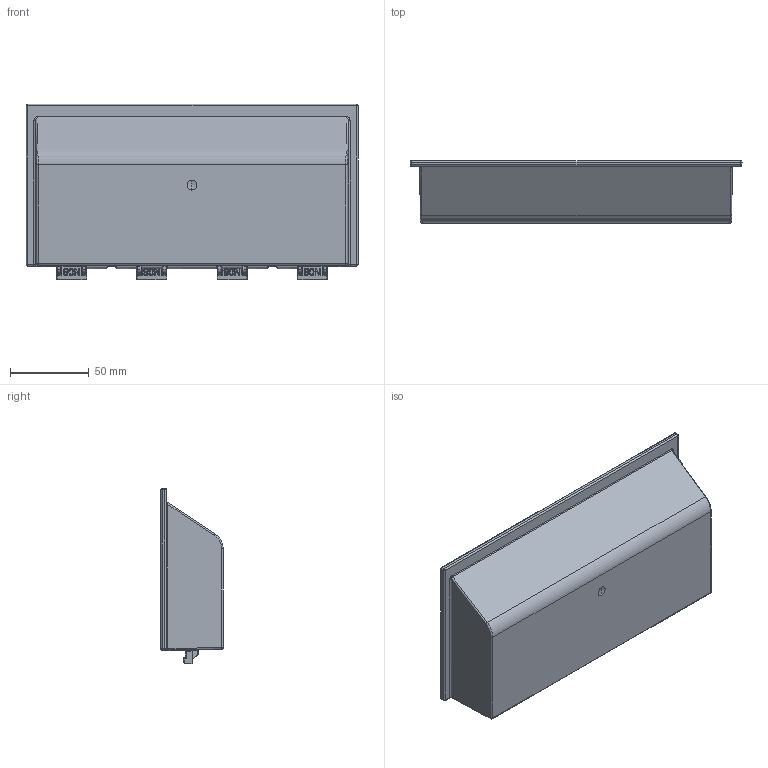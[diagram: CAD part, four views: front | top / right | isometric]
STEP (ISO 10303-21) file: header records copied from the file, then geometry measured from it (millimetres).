
FILE_DESCRIPTION (( 'STEP AP214' ), '1' );
FILE_NAME ('061MGC4D291N08.STEP', '2017-01-27T09:40:25', ( '' ), ( '' ), 'SwSTEP 2.0', 'SolidWorks 2016', '' );
FILE_SCHEMA (( 'AUTOMOTIVE_DESIGN' ));
Length unit declared in the file: millimetre
Products named in the file (1): 061MGC4D291N08
Bounding box: 211.09 x 39.6 x 111.74 mm (x, y, z)
Volume: 122304.8 mm3; surface area: 80937.4 mm2
Topology: 3 solids, 3 shells, 1075 faces, 2652 edges, 1545 vertices
Faces by surface type: cylinder 364, bspline 353, plane 278, sphere 76, cone 4
Entity records: 43032 total; most frequent: CARTESIAN_POINT 20946, ORIENTED_EDGE 5160, DIRECTION 3771, EDGE_CURVE 2580, VERTEX_POINT 1545, AXIS2_PLACEMENT_3D 1278, LINE 1215, VECTOR 1215
